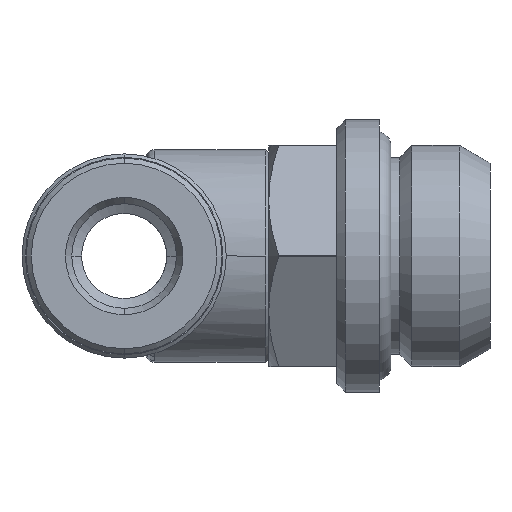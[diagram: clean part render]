
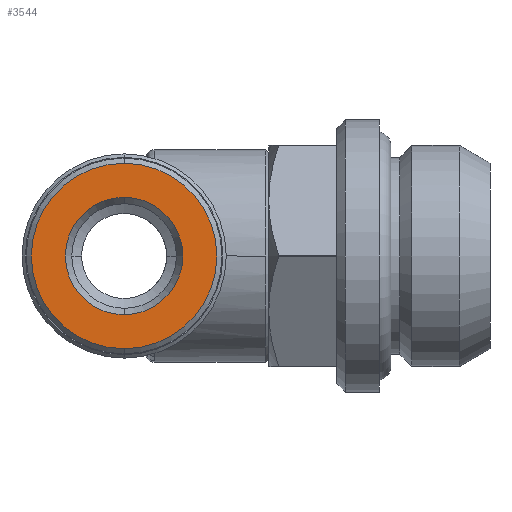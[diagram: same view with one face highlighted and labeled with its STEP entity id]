
A CAD part, left-side view. The second image highlights one B-rep face of the part: STEP entity #3544.
In plain terms, the highlighted planar face has unit normal (-1, 0, 0).
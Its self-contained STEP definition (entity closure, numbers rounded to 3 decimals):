
#1867 = CARTESIAN_POINT ( 'NONE',  ( -22.2, 0., -5.45 ) ) ;
#1899 = CARTESIAN_POINT ( 'NONE',  ( -22.2, 0., 0. ) ) ;
#1900 = AXIS2_PLACEMENT_3D ( 'NONE', #1899, #1959, #1958 ) ;
#1906 = CIRCLE ( 'NONE', #1900, 5.45 ) ;
#1927 = CARTESIAN_POINT ( 'NONE',  ( -22.2, 0., 5.45 ) ) ;
#1928 = DIRECTION ( 'NONE',  ( 1., 0., 0. ) ) ;
#1929 = CARTESIAN_POINT ( 'NONE',  ( -22.2, 0., 0. ) ) ;
#1930 = AXIS2_PLACEMENT_3D ( 'NONE', #1929, #1928, #1991 ) ;
#1931 = CIRCLE ( 'NONE', #1930, 3.45 ) ;
#1932 = CARTESIAN_POINT ( 'NONE',  ( -22.2, 0., -3.45 ) ) ;
#1958 = DIRECTION ( 'NONE',  ( 0., 0., -1. ) ) ;
#1959 = DIRECTION ( 'NONE',  ( 1., 0., 0. ) ) ;
#1991 = DIRECTION ( 'NONE',  ( 0., 0., -1. ) ) ;
#2012 = CARTESIAN_POINT ( 'NONE',  ( -22.2, 0., 3.45 ) ) ;
#2024 = FACE_BOUND ( 'NONE', #3546, .T. ) ;
#2029 = PLANE ( 'NONE',  #2085 ) ;
#2030 = FACE_OUTER_BOUND ( 'NONE', #3543, .T. ) ;
#2077 = DIRECTION ( 'NONE',  ( 0., 0., -1. ) ) ;
#2078 = DIRECTION ( 'NONE',  ( 1., 0., 0. ) ) ;
#2079 = CARTESIAN_POINT ( 'NONE',  ( -22.2, 0., 0. ) ) ;
#2080 = AXIS2_PLACEMENT_3D ( 'NONE', #2079, #2078, #2077 ) ;
#2081 = DIRECTION ( 'NONE',  ( 0., 0., 1. ) ) ;
#2082 = DIRECTION ( 'NONE',  ( -1., 0., 0. ) ) ;
#2083 = CIRCLE ( 'NONE', #2080, 3.45 ) ;
#2084 = CARTESIAN_POINT ( 'NONE',  ( -22.2, 5.45, 0. ) ) ;
#2085 = AXIS2_PLACEMENT_3D ( 'NONE', #2084, #2082, #2081 ) ;
#2098 = DIRECTION ( 'NONE',  ( 0., 0., -1. ) ) ;
#2099 = DIRECTION ( 'NONE',  ( 1., 0., 0. ) ) ;
#2100 = AXIS2_PLACEMENT_3D ( 'NONE', #2105, #2099, #2098 ) ;
#2101 = CIRCLE ( 'NONE', #2100, 5.45 ) ;
#2105 = CARTESIAN_POINT ( 'NONE',  ( -22.2, 0., 0. ) ) ;
#3463 = VERTEX_POINT ( 'NONE', #1867 ) ;
#3464 = VERTEX_POINT ( 'NONE', #1927 ) ;
#3475 = EDGE_CURVE ( 'NONE', #3463, #3464, #1906, .T. ) ;
#3492 = VERTEX_POINT ( 'NONE', #1932 ) ;
#3494 = EDGE_CURVE ( 'NONE', #3517, #3492, #1931, .T. ) ;
#3517 = VERTEX_POINT ( 'NONE', #2012 ) ;
#3543 = EDGE_LOOP ( 'NONE', ( #3554, #3555 ) ) ;
#3544 = ADVANCED_FACE ( 'NONE', ( #2024, #2030 ), #2029, .T. ) ;
#3545 = EDGE_CURVE ( 'NONE', #3492, #3517, #2083, .T. ) ;
#3546 = EDGE_LOOP ( 'NONE', ( #3556, #3557 ) ) ;
#3554 = ORIENTED_EDGE ( 'NONE', *, *, #3475, .F. ) ;
#3555 = ORIENTED_EDGE ( 'NONE', *, *, #3581, .F. ) ;
#3556 = ORIENTED_EDGE ( 'NONE', *, *, #3494, .T. ) ;
#3557 = ORIENTED_EDGE ( 'NONE', *, *, #3545, .T. ) ;
#3581 = EDGE_CURVE ( 'NONE', #3464, #3463, #2101, .T. ) ;
